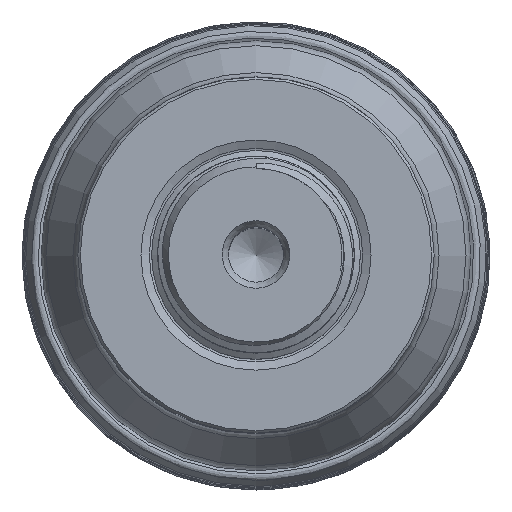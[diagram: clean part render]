
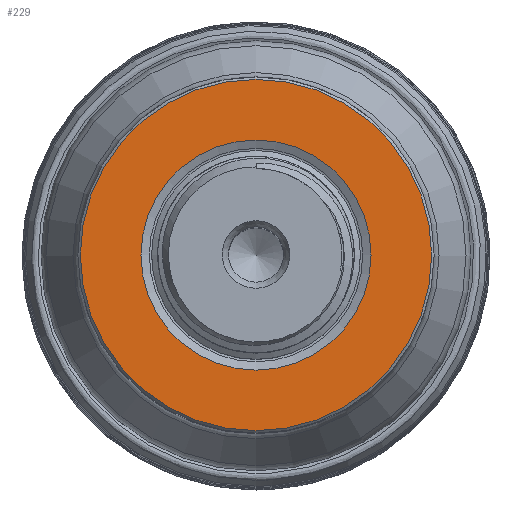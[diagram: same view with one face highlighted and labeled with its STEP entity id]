
A CAD part, top view. The second image highlights one B-rep face of the part: STEP entity #229.
In plain terms, the highlighted planar face has unit normal (0, 0, 1).
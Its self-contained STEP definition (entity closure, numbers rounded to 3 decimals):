
#198=PLANE('',#1075);
#229=ADVANCED_FACE('',(#370,#371),#198,.F.);
#370=FACE_BOUND('',#474,.T.);
#371=FACE_BOUND('',#475,.T.);
#474=EDGE_LOOP('',(#617));
#475=EDGE_LOOP('',(#618));
#617=ORIENTED_EDGE('',*,*,#863,.T.);
#618=ORIENTED_EDGE('',*,*,#862,.F.);
#780=VERTEX_POINT('',#2134);
#781=VERTEX_POINT('',#2137);
#862=EDGE_CURVE('',#780,#780,#935,.T.);
#863=EDGE_CURVE('',#781,#781,#936,.T.);
#935=CIRCLE('',#1072,9.366);
#936=CIRCLE('',#1074,14.3);
#1072=AXIS2_PLACEMENT_3D('',#2133,#1234,#1235);
#1074=AXIS2_PLACEMENT_3D('',#2136,#1238,#1239);
#1075=AXIS2_PLACEMENT_3D('',#2138,#1240,#1241);
#1234=DIRECTION('',(0.,0.,1.));
#1235=DIRECTION('',(0.,1.,0.));
#1238=DIRECTION('',(0.,0.,1.));
#1239=DIRECTION('',(0.,-1.,0.));
#1240=DIRECTION('',(0.,0.,-1.));
#1241=DIRECTION('',(0.,-1.,0.));
#2133=CARTESIAN_POINT('',(0.,0.,44.45));
#2134=CARTESIAN_POINT('',(0.,9.366,44.45));
#2136=CARTESIAN_POINT('',(0.,0.,44.45));
#2137=CARTESIAN_POINT('',(0.,-14.3,44.45));
#2138=CARTESIAN_POINT('',(14.5,0.,44.45));
